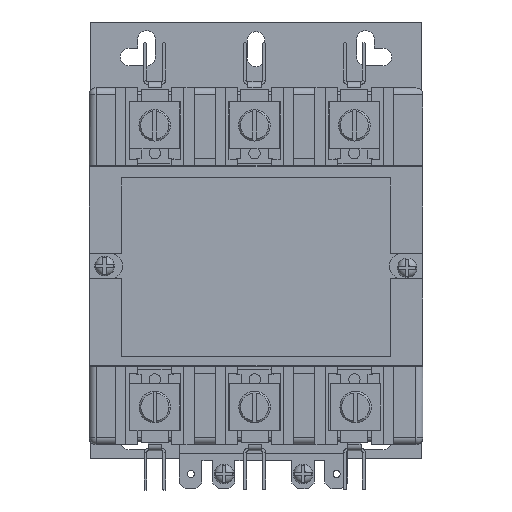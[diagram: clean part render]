
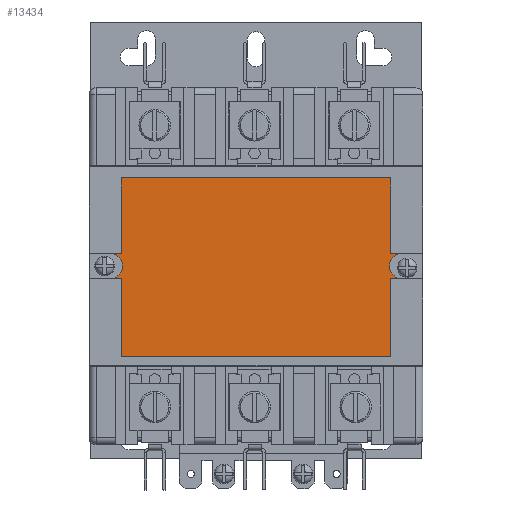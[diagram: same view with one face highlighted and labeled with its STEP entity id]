
A CAD part, top view. The second image highlights one B-rep face of the part: STEP entity #13434.
In plain terms, the highlighted planar face has unit normal (0, 0, 1).
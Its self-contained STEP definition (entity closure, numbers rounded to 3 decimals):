
#82 = ORIENTED_EDGE ( 'NONE', *, *, #21289, .F. ) ;
#168 = LINE ( 'NONE', #19001, #12703 ) ;
#351 = CARTESIAN_POINT ( 'NONE',  ( -38.525, 25.17, 96.92 ) ) ;
#376 = CARTESIAN_POINT ( 'NONE',  ( 38.525, -3.625, 96.92 ) ) ;
#437 = DIRECTION ( 'NONE',  ( -1., 0., 0. ) ) ;
#649 = ORIENTED_EDGE ( 'NONE', *, *, #21658, .T. ) ;
#753 = VERTEX_POINT ( 'NONE', #2073 ) ;
#997 = ORIENTED_EDGE ( 'NONE', *, *, #10115, .T. ) ;
#1229 = CARTESIAN_POINT ( 'NONE',  ( -47.905, -3.625, 96.92 ) ) ;
#1459 = CARTESIAN_POINT ( 'NONE',  ( -38.525, 3.625, 96.92 ) ) ;
#1467 = DIRECTION ( 'NONE',  ( 1., 0., 0. ) ) ;
#1541 = DIRECTION ( 'NONE',  ( -1., 0., 0. ) ) ;
#1554 = ORIENTED_EDGE ( 'NONE', *, *, #2823, .F. ) ;
#1585 = DIRECTION ( 'NONE',  ( -1., 0., 0. ) ) ;
#1773 = ORIENTED_EDGE ( 'NONE', *, *, #2196, .T. ) ;
#2073 = CARTESIAN_POINT ( 'NONE',  ( -41.735, -3.625, 96.92 ) ) ;
#2196 = EDGE_CURVE ( 'NONE', #15292, #18633, #16711, .T. ) ;
#2208 = LINE ( 'NONE', #12376, #13513 ) ;
#2299 = VERTEX_POINT ( 'NONE', #376 ) ;
#2823 = EDGE_CURVE ( 'NONE', #19509, #20392, #168, .T. ) ;
#2831 = VERTEX_POINT ( 'NONE', #20993 ) ;
#2858 = EDGE_CURVE ( 'NONE', #753, #21495, #14537, .T. ) ;
#2926 = EDGE_CURVE ( 'NONE', #22734, #20392, #23444, .T. ) ;
#3169 = DIRECTION ( 'NONE',  ( -1., 0., 0. ) ) ;
#3571 = LINE ( 'NONE', #1229, #11230 ) ;
#3766 = ORIENTED_EDGE ( 'NONE', *, *, #2858, .F. ) ;
#5051 = LINE ( 'NONE', #25024, #17870 ) ;
#6014 = DIRECTION ( 'NONE',  ( 1., 0., 0. ) ) ;
#6095 = DIRECTION ( 'NONE',  ( 0., 0., 1. ) ) ;
#6216 = DIRECTION ( 'NONE',  ( 0., 0., 1. ) ) ;
#6616 = LINE ( 'NONE', #24998, #14562 ) ;
#6699 = LINE ( 'NONE', #24762, #7595 ) ;
#7117 = VECTOR ( 'NONE', #1585, 1000. ) ;
#7148 = CARTESIAN_POINT ( 'NONE',  ( 38.525, -25.93, 96.92 ) ) ;
#7353 = CARTESIAN_POINT ( 'NONE',  ( -38.525, 25.17, 96.92 ) ) ;
#7571 = CARTESIAN_POINT ( 'NONE',  ( 38.525, 25.17, 96.92 ) ) ;
#7595 = VECTOR ( 'NONE', #3169, 1000. ) ;
#8083 = CIRCLE ( 'NONE', #14202, 3.625 ) ;
#8110 = DIRECTION ( 'NONE',  ( 0., 0., 1. ) ) ;
#8698 = VERTEX_POINT ( 'NONE', #7571 ) ;
#9462 = VERTEX_POINT ( 'NONE', #351 ) ;
#10115 = EDGE_CURVE ( 'NONE', #753, #15292, #3571, .T. ) ;
#10145 = AXIS2_PLACEMENT_3D ( 'NONE', #11585, #6216, #25312 ) ;
#10377 = ORIENTED_EDGE ( 'NONE', *, *, #2926, .T. ) ;
#10662 = DIRECTION ( 'NONE',  ( 0., 1., 0. ) ) ;
#10830 = AXIS2_PLACEMENT_3D ( 'NONE', #23725, #12055, #437 ) ;
#11230 = VECTOR ( 'NONE', #24774, 1000. ) ;
#11585 = CARTESIAN_POINT ( 'NONE',  ( 0., 0., 96.92 ) ) ;
#12055 = DIRECTION ( 'NONE',  ( 0., 0., -1. ) ) ;
#12059 = EDGE_CURVE ( 'NONE', #21317, #2299, #6616, .T. ) ;
#12376 = CARTESIAN_POINT ( 'NONE',  ( 38.525, 25.17, 96.92 ) ) ;
#12411 = EDGE_CURVE ( 'NONE', #18633, #21317, #16989, .T. ) ;
#12679 = FACE_OUTER_BOUND ( 'NONE', #20432, .T. ) ;
#12703 = VECTOR ( 'NONE', #1467, 1000. ) ;
#13247 = ORIENTED_EDGE ( 'NONE', *, *, #20095, .T. ) ;
#13434 = ADVANCED_FACE ( 'NONE', ( #12679 ), #21359, .T. ) ;
#13513 = VECTOR ( 'NONE', #20269, 1000. ) ;
#13570 = ORIENTED_EDGE ( 'NONE', *, *, #12411, .T. ) ;
#13953 = CARTESIAN_POINT ( 'NONE',  ( 41.735, -3.625, 96.92 ) ) ;
#14008 = CARTESIAN_POINT ( 'NONE',  ( 41.735, 3.625, 96.92 ) ) ;
#14202 = AXIS2_PLACEMENT_3D ( 'NONE', #23618, #8110, #23537 ) ;
#14537 = CIRCLE ( 'NONE', #15582, 3.625 ) ;
#14562 = VECTOR ( 'NONE', #10662, 1000. ) ;
#14839 = CARTESIAN_POINT ( 'NONE',  ( -38.11, 0., 96.92 ) ) ;
#15280 = ORIENTED_EDGE ( 'NONE', *, *, #16925, .T. ) ;
#15292 = VERTEX_POINT ( 'NONE', #18375 ) ;
#15581 = CARTESIAN_POINT ( 'NONE',  ( 38.525, 3.625, 96.92 ) ) ;
#15582 = AXIS2_PLACEMENT_3D ( 'NONE', #23882, #6095, #6014 ) ;
#15863 = VECTOR ( 'NONE', #1541, 1000. ) ;
#16579 = CARTESIAN_POINT ( 'NONE',  ( -38.525, -25.93, 96.92 ) ) ;
#16711 = LINE ( 'NONE', #17309, #21327 ) ;
#16925 = EDGE_CURVE ( 'NONE', #20215, #2831, #6699, .T. ) ;
#16989 = LINE ( 'NONE', #24931, #19743 ) ;
#17309 = CARTESIAN_POINT ( 'NONE',  ( -38.525, 25.17, 96.92 ) ) ;
#17401 = LINE ( 'NONE', #7353, #15863 ) ;
#17629 = ORIENTED_EDGE ( 'NONE', *, *, #12059, .T. ) ;
#17870 = VECTOR ( 'NONE', #21402, 1000. ) ;
#18375 = CARTESIAN_POINT ( 'NONE',  ( -38.525, -3.625, 96.92 ) ) ;
#18633 = VERTEX_POINT ( 'NONE', #16579 ) ;
#18759 = LINE ( 'NONE', #24973, #7117 ) ;
#19001 = CARTESIAN_POINT ( 'NONE',  ( 47.905, 3.625, 96.92 ) ) ;
#19509 = VERTEX_POINT ( 'NONE', #15581 ) ;
#19743 = VECTOR ( 'NONE', #25263, 1000. ) ;
#20095 = EDGE_CURVE ( 'NONE', #9462, #20215, #5051, .T. ) ;
#20215 = VERTEX_POINT ( 'NONE', #1459 ) ;
#20263 = EDGE_CURVE ( 'NONE', #21495, #2831, #8083, .T. ) ;
#20269 = DIRECTION ( 'NONE',  ( 0., 1., 0. ) ) ;
#20392 = VERTEX_POINT ( 'NONE', #14008 ) ;
#20432 = EDGE_LOOP ( 'NONE', ( #82, #10377, #1554, #649, #25247, #13247, #15280, #22424, #3766, #997, #1773, #13570, #17629 ) ) ;
#20993 = CARTESIAN_POINT ( 'NONE',  ( -41.735, 3.625, 96.92 ) ) ;
#21282 = DIRECTION ( 'NONE',  ( 0., -1., 0. ) ) ;
#21289 = EDGE_CURVE ( 'NONE', #22734, #2299, #18759, .T. ) ;
#21317 = VERTEX_POINT ( 'NONE', #7148 ) ;
#21327 = VECTOR ( 'NONE', #21282, 1000. ) ;
#21359 = PLANE ( 'NONE',  #10145 ) ;
#21402 = DIRECTION ( 'NONE',  ( 0., -1., 0. ) ) ;
#21495 = VERTEX_POINT ( 'NONE', #14839 ) ;
#21658 = EDGE_CURVE ( 'NONE', #19509, #8698, #2208, .T. ) ;
#22424 = ORIENTED_EDGE ( 'NONE', *, *, #20263, .F. ) ;
#22734 = VERTEX_POINT ( 'NONE', #13953 ) ;
#23198 = EDGE_CURVE ( 'NONE', #8698, #9462, #17401, .T. ) ;
#23444 = CIRCLE ( 'NONE', #10830, 3.625 ) ;
#23537 = DIRECTION ( 'NONE',  ( 1., 0., 0. ) ) ;
#23618 = CARTESIAN_POINT ( 'NONE',  ( -41.735, 0., 96.92 ) ) ;
#23725 = CARTESIAN_POINT ( 'NONE',  ( 41.735, 0., 96.92 ) ) ;
#23882 = CARTESIAN_POINT ( 'NONE',  ( -41.735, 0., 96.92 ) ) ;
#24762 = CARTESIAN_POINT ( 'NONE',  ( -47.905, 3.625, 96.92 ) ) ;
#24774 = DIRECTION ( 'NONE',  ( 1., 0., 0. ) ) ;
#24931 = CARTESIAN_POINT ( 'NONE',  ( -38.525, -25.93, 96.92 ) ) ;
#24973 = CARTESIAN_POINT ( 'NONE',  ( 47.905, -3.625, 96.92 ) ) ;
#24998 = CARTESIAN_POINT ( 'NONE',  ( 38.525, 25.17, 96.92 ) ) ;
#25024 = CARTESIAN_POINT ( 'NONE',  ( -38.525, 25.17, 96.92 ) ) ;
#25247 = ORIENTED_EDGE ( 'NONE', *, *, #23198, .T. ) ;
#25263 = DIRECTION ( 'NONE',  ( 1., 0., 0. ) ) ;
#25312 = DIRECTION ( 'NONE',  ( 1., 0., 0. ) ) ;
